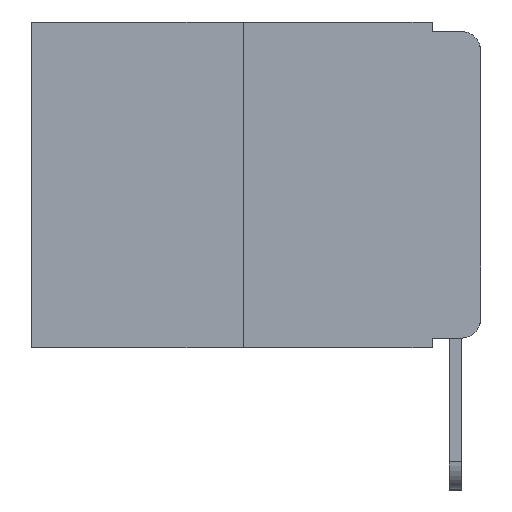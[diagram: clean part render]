
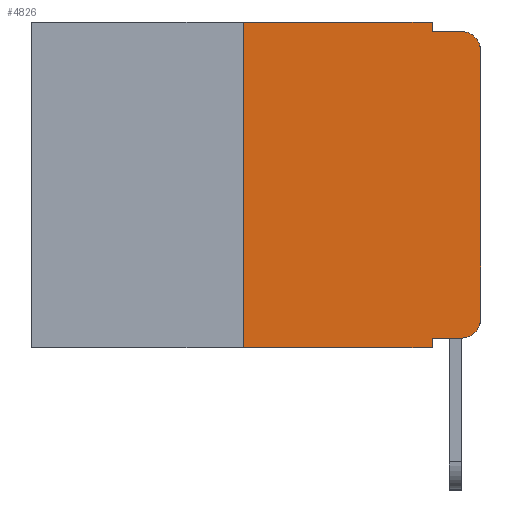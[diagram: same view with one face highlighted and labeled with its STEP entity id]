
A CAD part, left-side view. The second image highlights one B-rep face of the part: STEP entity #4826.
In plain terms, the highlighted planar face has unit normal (-1, 0, 0).
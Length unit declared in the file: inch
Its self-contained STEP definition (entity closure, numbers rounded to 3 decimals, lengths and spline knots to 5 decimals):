
#60 = LINE ( 'NONE', #3350, #4449 ) ;
#588 = DIRECTION ( 'NONE',  ( 0., 0., -1. ) ) ;
#2284 = DIRECTION ( 'NONE',  ( 0., 0., 1. ) ) ;
#2298 = EDGE_CURVE ( 'NONE', #20274, #9621, #25671, .T. ) ;
#2661 = CARTESIAN_POINT ( 'NONE',  ( 0., 0.051, -0.01 ) ) ;
#3350 = CARTESIAN_POINT ( 'NONE',  ( 0., 0.473, 0. ) ) ;
#3506 = EDGE_CURVE ( 'NONE', #15968, #21815, #24582, .T. ) ;
#3737 = DIRECTION ( 'NONE',  ( 1., 0., 0. ) ) ;
#4331 = VERTEX_POINT ( 'NONE', #8798 ) ;
#4405 = CARTESIAN_POINT ( 'NONE',  ( 0., 0.473, -0.343 ) ) ;
#4449 = VECTOR ( 'NONE', #9104, 39.37008 ) ;
#4650 = CARTESIAN_POINT ( 'NONE',  ( 0., 0.051, -0.333 ) ) ;
#4718 = VECTOR ( 'NONE', #588, 39.37008 ) ;
#4826 = ADVANCED_FACE ( 'NONE', ( #11700 ), #6197, .F. ) ;
#5086 = EDGE_CURVE ( 'NONE', #6650, #17303, #6061, .T. ) ;
#5127 = VECTOR ( 'NONE', #22495, 39.37008 ) ;
#5234 = DIRECTION ( 'NONE',  ( 0., -1., 0. ) ) ;
#5275 = CARTESIAN_POINT ( 'NONE',  ( 0., 0., -0.03 ) ) ;
#5703 = EDGE_CURVE ( 'NONE', #21815, #16229, #60, .T. ) ;
#5801 = AXIS2_PLACEMENT_3D ( 'NONE', #7088, #16827, #18925 ) ;
#5889 = VECTOR ( 'NONE', #2284, 39.37008 ) ;
#5979 = CIRCLE ( 'NONE', #10296, 0.02 ) ;
#6061 = LINE ( 'NONE', #17053, #21454 ) ;
#6197 = PLANE ( 'NONE',  #14376 ) ;
#6391 = CARTESIAN_POINT ( 'NONE',  ( 0., 0.25, 0. ) ) ;
#6574 = ORIENTED_EDGE ( 'NONE', *, *, #20692, .T. ) ;
#6650 = VERTEX_POINT ( 'NONE', #4650 ) ;
#6702 = DIRECTION ( 'NONE',  ( 0., -1., 0. ) ) ;
#7088 = CARTESIAN_POINT ( 'NONE',  ( 0., 0.02, -0.03 ) ) ;
#7147 = CARTESIAN_POINT ( 'NONE',  ( 0., 0.051, 0. ) ) ;
#7378 = CARTESIAN_POINT ( 'NONE',  ( 0., 0., -0.313 ) ) ;
#7625 = ORIENTED_EDGE ( 'NONE', *, *, #17834, .T. ) ;
#7913 = LINE ( 'NONE', #4405, #5127 ) ;
#8114 = DIRECTION ( 'NONE',  ( 0., 0., -1. ) ) ;
#8213 = CARTESIAN_POINT ( 'NONE',  ( 0., 0., 0. ) ) ;
#8798 = CARTESIAN_POINT ( 'NONE',  ( 0., 0.051, -0.343 ) ) ;
#8940 = ORIENTED_EDGE ( 'NONE', *, *, #5703, .F. ) ;
#9104 = DIRECTION ( 'NONE',  ( 0., -1., 0. ) ) ;
#9201 = ORIENTED_EDGE ( 'NONE', *, *, #5086, .T. ) ;
#9541 = EDGE_LOOP ( 'NONE', ( #6574, #19903, #22862, #21001, #8940, #12365, #7625, #19609, #9201, #23014 ) ) ;
#9611 = VERTEX_POINT ( 'NONE', #7378 ) ;
#9616 = LINE ( 'NONE', #8213, #5889 ) ;
#9621 = VERTEX_POINT ( 'NONE', #14463 ) ;
#10296 = AXIS2_PLACEMENT_3D ( 'NONE', #19077, #14870, #24932 ) ;
#10312 = LINE ( 'NONE', #20150, #10635 ) ;
#10635 = VECTOR ( 'NONE', #8114, 39.37008 ) ;
#11700 = FACE_OUTER_BOUND ( 'NONE', #9541, .T. ) ;
#12365 = ORIENTED_EDGE ( 'NONE', *, *, #3506, .F. ) ;
#12818 = VECTOR ( 'NONE', #6702, 39.37008 ) ;
#14115 = VERTEX_POINT ( 'NONE', #5275 ) ;
#14376 = AXIS2_PLACEMENT_3D ( 'NONE', #16273, #3737, #20404 ) ;
#14427 = LINE ( 'NONE', #14604, #4718 ) ;
#14463 = CARTESIAN_POINT ( 'NONE',  ( 0., 0.02, -0.01 ) ) ;
#14604 = CARTESIAN_POINT ( 'NONE',  ( 0., 0.051, 0. ) ) ;
#14870 = DIRECTION ( 'NONE',  ( -1., 0., 0. ) ) ;
#15059 = CARTESIAN_POINT ( 'NONE',  ( 0., 0.02, -0.333 ) ) ;
#15793 = CARTESIAN_POINT ( 'NONE',  ( 0., 0.25, 0. ) ) ;
#15968 = VERTEX_POINT ( 'NONE', #25937 ) ;
#16229 = VERTEX_POINT ( 'NONE', #7147 ) ;
#16273 = CARTESIAN_POINT ( 'NONE',  ( 0., 0.473, 0. ) ) ;
#16827 = DIRECTION ( 'NONE',  ( -1., 0., 0. ) ) ;
#17053 = CARTESIAN_POINT ( 'NONE',  ( 0., 0.051, -0.333 ) ) ;
#17303 = VERTEX_POINT ( 'NONE', #15059 ) ;
#17834 = EDGE_CURVE ( 'NONE', #15968, #4331, #7913, .T. ) ;
#18925 = DIRECTION ( 'NONE',  ( 0., 0., -1. ) ) ;
#19077 = CARTESIAN_POINT ( 'NONE',  ( 0., 0.02, -0.313 ) ) ;
#19275 = EDGE_CURVE ( 'NONE', #6650, #4331, #10312, .T. ) ;
#19609 = ORIENTED_EDGE ( 'NONE', *, *, #19275, .F. ) ;
#19903 = ORIENTED_EDGE ( 'NONE', *, *, #25386, .T. ) ;
#20150 = CARTESIAN_POINT ( 'NONE',  ( 0., 0.051, 0. ) ) ;
#20274 = VERTEX_POINT ( 'NONE', #20723 ) ;
#20345 = DIRECTION ( 'NONE',  ( 0., 0., 1. ) ) ;
#20404 = DIRECTION ( 'NONE',  ( 0., 0., -1. ) ) ;
#20692 = EDGE_CURVE ( 'NONE', #9611, #14115, #9616, .T. ) ;
#20723 = CARTESIAN_POINT ( 'NONE',  ( 0., 0.051, -0.01 ) ) ;
#21001 = ORIENTED_EDGE ( 'NONE', *, *, #25779, .F. ) ;
#21454 = VECTOR ( 'NONE', #5234, 39.37008 ) ;
#21815 = VERTEX_POINT ( 'NONE', #15793 ) ;
#22495 = DIRECTION ( 'NONE',  ( 0., -1., 0. ) ) ;
#22862 = ORIENTED_EDGE ( 'NONE', *, *, #2298, .F. ) ;
#23014 = ORIENTED_EDGE ( 'NONE', *, *, #25904, .T. ) ;
#23363 = VECTOR ( 'NONE', #20345, 39.37008 ) ;
#24582 = LINE ( 'NONE', #6391, #23363 ) ;
#24932 = DIRECTION ( 'NONE',  ( 0., 0., -1. ) ) ;
#25108 = CIRCLE ( 'NONE', #5801, 0.02 ) ;
#25386 = EDGE_CURVE ( 'NONE', #14115, #9621, #25108, .T. ) ;
#25671 = LINE ( 'NONE', #2661, #12818 ) ;
#25779 = EDGE_CURVE ( 'NONE', #16229, #20274, #14427, .T. ) ;
#25904 = EDGE_CURVE ( 'NONE', #17303, #9611, #5979, .T. ) ;
#25937 = CARTESIAN_POINT ( 'NONE',  ( 0., 0.25, -0.343 ) ) ;
